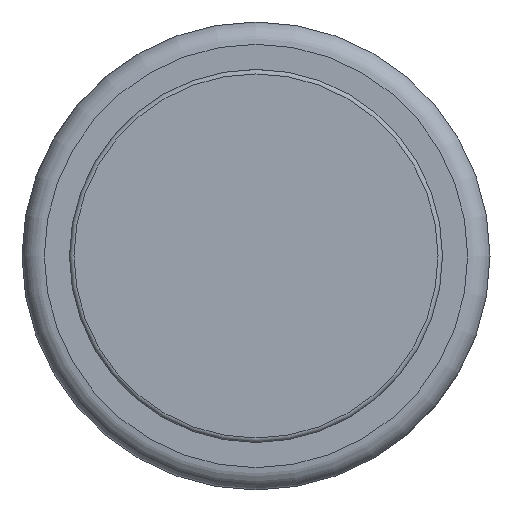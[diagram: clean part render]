
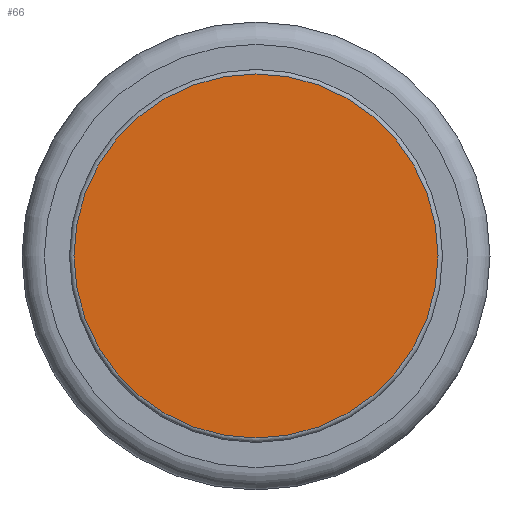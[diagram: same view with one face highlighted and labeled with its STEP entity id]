
A CAD part, top view. The second image highlights one B-rep face of the part: STEP entity #66.
In plain terms, the highlighted planar face has unit normal (0, 0, 1).
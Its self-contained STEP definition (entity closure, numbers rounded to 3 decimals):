
#66 = ADVANCED_FACE( '', ( #164 ), #165, .F. );
#164 = FACE_OUTER_BOUND( '', #320, .T. );
#165 = PLANE( '', #321 );
#320 = EDGE_LOOP( '', ( #472 ) );
#321 = AXIS2_PLACEMENT_3D( '', #473, #474, #475 );
#472 = ORIENTED_EDGE( '', *, *, #737, .T. );
#473 = CARTESIAN_POINT( '', ( 0., -8.35, 50. ) );
#474 = DIRECTION( '', ( 0., 0., -1. ) );
#475 = DIRECTION( '', ( 1., 0., 0. ) );
#737 = EDGE_CURVE( '', #833, #833, #834, .F. );
#833 = VERTEX_POINT( '', #967 );
#834 = CIRCLE( '', #968, 8.15 );
#967 = CARTESIAN_POINT( '', ( 8.15, 0., 50. ) );
#968 = AXIS2_PLACEMENT_3D( '', #1136, #1137, #1138 );
#1136 = CARTESIAN_POINT( '', ( 0., 0., 50. ) );
#1137 = DIRECTION( '', ( 0., 0., -1. ) );
#1138 = DIRECTION( '', ( 1., 0., 0. ) );
